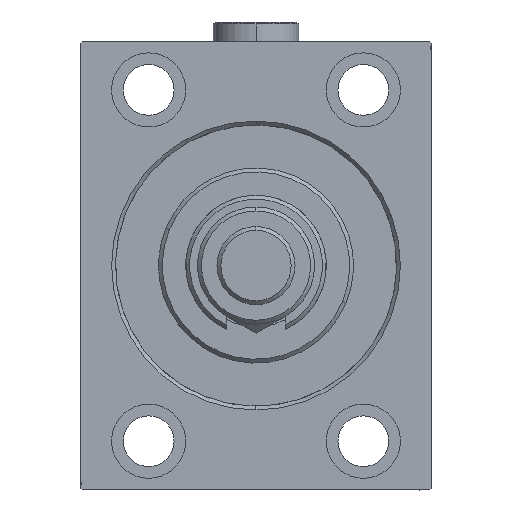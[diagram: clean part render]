
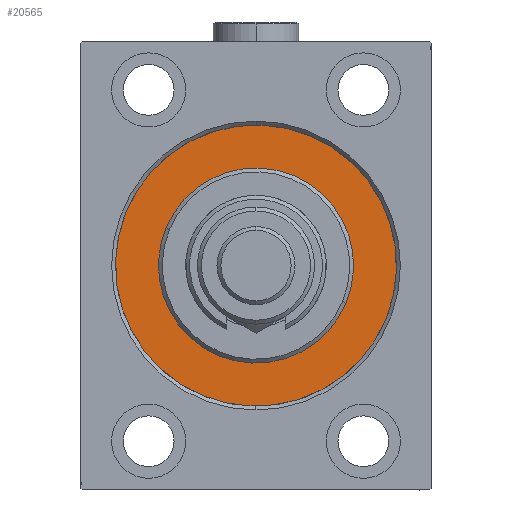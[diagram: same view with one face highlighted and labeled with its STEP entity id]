
A CAD part, left-side view. The second image highlights one B-rep face of the part: STEP entity #20565.
In plain terms, the highlighted face is planar.
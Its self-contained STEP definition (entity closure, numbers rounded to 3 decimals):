
#61 = CARTESIAN_POINT ( 'NONE',  ( 0., 0., 0. ) ) ;
#193 = FACE_BOUND ( 'NONE', #9522, .T. ) ;
#976 = EDGE_CURVE ( 'NONE', #26840, #8959, #43506, .T. ) ;
#2221 = DIRECTION ( 'NONE',  ( 0., 0., 1. ) ) ;
#3588 = EDGE_LOOP ( 'NONE', ( #17396, #35199 ) ) ;
#3835 = DIRECTION ( 'NONE',  ( -1., 0., 0. ) ) ;
#5161 = DIRECTION ( 'NONE',  ( -1., 0., 0. ) ) ;
#8959 = VERTEX_POINT ( 'NONE', #28672 ) ;
#9280 = VERTEX_POINT ( 'NONE', #44329 ) ;
#9522 = EDGE_LOOP ( 'NONE', ( #39899, #27549 ) ) ;
#12374 = CARTESIAN_POINT ( 'NONE',  ( 0., 0., 25. ) ) ;
#13924 = CARTESIAN_POINT ( 'NONE',  ( 0., 0., 0. ) ) ;
#14712 = CIRCLE ( 'NONE', #41855, 36. ) ;
#15154 = DIRECTION ( 'NONE',  ( 0., 0., -1. ) ) ;
#16804 = AXIS2_PLACEMENT_3D ( 'NONE', #13924, #20971, #17088 ) ;
#17088 = DIRECTION ( 'NONE',  ( 0., 0., -1. ) ) ;
#17396 = ORIENTED_EDGE ( 'NONE', *, *, #19920, .F. ) ;
#18535 = CARTESIAN_POINT ( 'NONE',  ( 0., 0., 0. ) ) ;
#19131 = AXIS2_PLACEMENT_3D ( 'NONE', #61, #25753, #44703 ) ;
#19920 = EDGE_CURVE ( 'NONE', #9280, #41744, #36175, .T. ) ;
#20565 = ADVANCED_FACE ( 'NONE', ( #193, #40710 ), #22004, .F. ) ;
#20971 = DIRECTION ( 'NONE',  ( 1., 0., 0. ) ) ;
#21527 = CARTESIAN_POINT ( 'NONE',  ( 0., 0., 0. ) ) ;
#22004 = PLANE ( 'NONE',  #33901 ) ;
#22989 = EDGE_CURVE ( 'NONE', #8959, #26840, #35397, .T. ) ;
#25753 = DIRECTION ( 'NONE',  ( -1., 0., 0. ) ) ;
#26132 = DIRECTION ( 'NONE',  ( 0., 0., 1. ) ) ;
#26840 = VERTEX_POINT ( 'NONE', #12374 ) ;
#27549 = ORIENTED_EDGE ( 'NONE', *, *, #22989, .F. ) ;
#28672 = CARTESIAN_POINT ( 'NONE',  ( 0., 0., -25. ) ) ;
#28761 = AXIS2_PLACEMENT_3D ( 'NONE', #18535, #44992, #15154 ) ;
#33901 = AXIS2_PLACEMENT_3D ( 'NONE', #21527, #3835, #26132 ) ;
#35072 = EDGE_CURVE ( 'NONE', #41744, #9280, #14712, .T. ) ;
#35199 = ORIENTED_EDGE ( 'NONE', *, *, #35072, .F. ) ;
#35397 = CIRCLE ( 'NONE', #16804, 25. ) ;
#36175 = CIRCLE ( 'NONE', #19131, 36. ) ;
#37366 = CARTESIAN_POINT ( 'NONE',  ( 0., 0., 36. ) ) ;
#39087 = CARTESIAN_POINT ( 'NONE',  ( 0., 0., 0. ) ) ;
#39899 = ORIENTED_EDGE ( 'NONE', *, *, #976, .F. ) ;
#40710 = FACE_OUTER_BOUND ( 'NONE', #3588, .T. ) ;
#41744 = VERTEX_POINT ( 'NONE', #37366 ) ;
#41855 = AXIS2_PLACEMENT_3D ( 'NONE', #39087, #5161, #2221 ) ;
#43506 = CIRCLE ( 'NONE', #28761, 25. ) ;
#44329 = CARTESIAN_POINT ( 'NONE',  ( 0., 0., -36. ) ) ;
#44703 = DIRECTION ( 'NONE',  ( 0., 0., 1. ) ) ;
#44992 = DIRECTION ( 'NONE',  ( 1., 0., 0. ) ) ;
